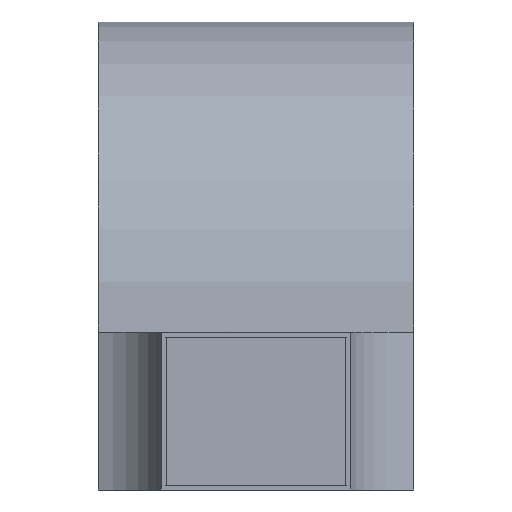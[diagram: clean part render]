
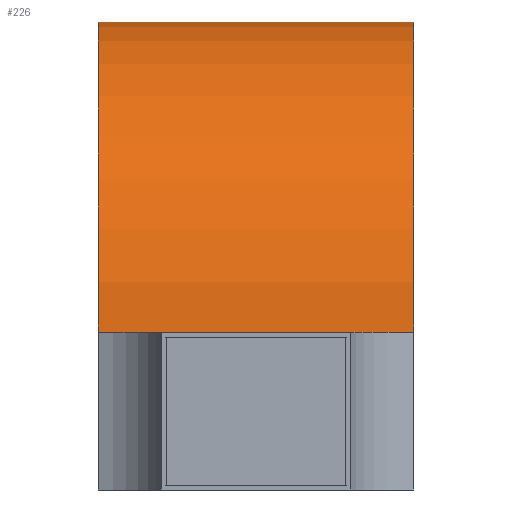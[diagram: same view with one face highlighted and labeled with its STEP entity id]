
A CAD part, left-side view. The second image highlights one B-rep face of the part: STEP entity #226.
In plain terms, the highlighted cylindrical face has radius 1 mm (diameter 2 mm), a partial arc.
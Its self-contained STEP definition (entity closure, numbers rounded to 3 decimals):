
#226 = ADVANCED_FACE( '', ( #530 ), #531, .T. );
#530 = FACE_OUTER_BOUND( '', #918, .T. );
#531 = CYLINDRICAL_SURFACE( '', #919, 1. );
#918 = EDGE_LOOP( '', ( #1487, #1488, #1489, #1490, #1491, #1492, #1493, #1494, #1495, #1496, #1497, #1498 ) );
#919 = AXIS2_PLACEMENT_3D( '', #1499, #1500, #1501 );
#1487 = ORIENTED_EDGE( '', *, *, #2491, .F. );
#1488 = ORIENTED_EDGE( '', *, *, #2492, .F. );
#1489 = ORIENTED_EDGE( '', *, *, #2493, .F. );
#1490 = ORIENTED_EDGE( '', *, *, #2494, .T. );
#1491 = ORIENTED_EDGE( '', *, *, #2495, .F. );
#1492 = ORIENTED_EDGE( '', *, *, #2353, .T. );
#1493 = ORIENTED_EDGE( '', *, *, #2393, .F. );
#1494 = ORIENTED_EDGE( '', *, *, #2496, .T. );
#1495 = ORIENTED_EDGE( '', *, *, #2497, .T. );
#1496 = ORIENTED_EDGE( '', *, *, #2498, .F. );
#1497 = ORIENTED_EDGE( '', *, *, #2499, .F. );
#1498 = ORIENTED_EDGE( '', *, *, #2500, .T. );
#1499 = CARTESIAN_POINT( '', ( 0., -0.5, 0.485 ) );
#1500 = DIRECTION( '', ( 0., -1., 0. ) );
#1501 = DIRECTION( '', ( 0., 0., 1. ) );
#2353 = EDGE_CURVE( '', #2809, #2817, #2819, .T. );
#2393 = EDGE_CURVE( '', #2889, #2817, #2890, .T. );
#2491 = EDGE_CURVE( '', #3051, #3052, #3053, .T. );
#2492 = EDGE_CURVE( '', #3054, #3051, #3055, .T. );
#2493 = EDGE_CURVE( '', #3056, #3054, #3057, .T. );
#2494 = EDGE_CURVE( '', #3056, #3058, #3059, .T. );
#2495 = EDGE_CURVE( '', #2809, #3058, #3060, .T. );
#2496 = EDGE_CURVE( '', #2889, #3061, #3062, .T. );
#2497 = EDGE_CURVE( '', #3061, #3063, #3064, .T. );
#2498 = EDGE_CURVE( '', #3065, #3063, #3066, .T. );
#2499 = EDGE_CURVE( '', #3067, #3065, #3068, .T. );
#2500 = EDGE_CURVE( '', #3067, #3052, #3069, .F. );
#2809 = VERTEX_POINT( '', #3481 );
#2817 = VERTEX_POINT( '', #3493 );
#2819 = LINE( '', #3496, #3497 );
#2889 = VERTEX_POINT( '', #3598 );
#2890 = CIRCLE( '', #3599, 1. );
#3051 = VERTEX_POINT( '', #3831 );
#3052 = VERTEX_POINT( '', #3832 );
#3053 = CIRCLE( '', #3833, 1. );
#3054 = VERTEX_POINT( '', #3834 );
#3055 = LINE( '', #3835, #3836 );
#3056 = VERTEX_POINT( '', #3837 );
#3057 = CIRCLE( '', #3838, 1. );
#3058 = VERTEX_POINT( '', #3839 );
#3059 = LINE( '', #3840, #3841 );
#3060 = CIRCLE( '', #3842, 1. );
#3061 = VERTEX_POINT( '', #3843 );
#3062 = LINE( '', #3844, #3845 );
#3063 = VERTEX_POINT( '', #3846 );
#3064 = CIRCLE( '', #3847, 1. );
#3065 = VERTEX_POINT( '', #3848 );
#3066 = LINE( '', #3849, #3850 );
#3067 = VERTEX_POINT( '', #3851 );
#3068 = CIRCLE( '', #3852, 1. );
#3069 = LINE( '', #3853, #3854 );
#3481 = CARTESIAN_POINT( '', ( 1., -0.2, 0.5 ) );
#3493 = CARTESIAN_POINT( '', ( 1., 0., 0.5 ) );
#3496 = CARTESIAN_POINT( '', ( 1., -0.5, 0.5 ) );
#3497 = VECTOR( '', #4365, 1000. );
#3598 = CARTESIAN_POINT( '', ( 1., 0., 0.485 ) );
#3599 = AXIS2_PLACEMENT_3D( '', #4403, #4404, #4405 );
#3831 = CARTESIAN_POINT( '', ( -1., -0.075, 0.485 ) );
#3832 = CARTESIAN_POINT( '', ( -1., -0.075, 0.5 ) );
#3833 = AXIS2_PLACEMENT_3D( '', #4501, #4502, #4503 );
#3834 = CARTESIAN_POINT( '', ( -1., -0.5, 0.485 ) );
#3835 = CARTESIAN_POINT( '', ( -1., -0.5, 0.485 ) );
#3836 = VECTOR( '', #4504, 1000. );
#3837 = CARTESIAN_POINT( '', ( 1., -0.5, 0.485 ) );
#3838 = AXIS2_PLACEMENT_3D( '', #4505, #4506, #4507 );
#3839 = CARTESIAN_POINT( '', ( 1., -0.2, 0.485 ) );
#3840 = CARTESIAN_POINT( '', ( 1., -0.5, 0.485 ) );
#3841 = VECTOR( '', #4508, 1000. );
#3842 = AXIS2_PLACEMENT_3D( '', #4509, #4510, #4511 );
#3843 = CARTESIAN_POINT( '', ( 1., 0.5, 0.485 ) );
#3844 = CARTESIAN_POINT( '', ( 1., -0.5, 0.485 ) );
#3845 = VECTOR( '', #4512, 1000. );
#3846 = CARTESIAN_POINT( '', ( -1., 0.5, 0.485 ) );
#3847 = AXIS2_PLACEMENT_3D( '', #4513, #4514, #4515 );
#3848 = CARTESIAN_POINT( '', ( -1., 0.075, 0.485 ) );
#3849 = CARTESIAN_POINT( '', ( -1., -0.5, 0.485 ) );
#3850 = VECTOR( '', #4516, 1000. );
#3851 = CARTESIAN_POINT( '', ( -1., 0.075, 0.5 ) );
#3852 = AXIS2_PLACEMENT_3D( '', #4517, #4518, #4519 );
#3853 = CARTESIAN_POINT( '', ( -1., -0.5, 0.5 ) );
#3854 = VECTOR( '', #4520, 1000. );
#4365 = DIRECTION( '', ( 0., 1., 0. ) );
#4403 = CARTESIAN_POINT( '', ( 0., 0., 0.485 ) );
#4404 = DIRECTION( '', ( 0., -1., 0. ) );
#4405 = DIRECTION( '', ( 0., 0., -1. ) );
#4501 = CARTESIAN_POINT( '', ( 0., -0.075, 0.485 ) );
#4502 = DIRECTION( '', ( 0., 1., 0. ) );
#4503 = DIRECTION( '', ( 0., 0., 1. ) );
#4504 = DIRECTION( '', ( 0., 1., 0. ) );
#4505 = CARTESIAN_POINT( '', ( 0., -0.5, 0.485 ) );
#4506 = DIRECTION( '', ( 0., -1., 0. ) );
#4507 = DIRECTION( '', ( 1., 0., 0. ) );
#4508 = DIRECTION( '', ( 0., 1., 0. ) );
#4509 = CARTESIAN_POINT( '', ( 0., -0.2, 0.485 ) );
#4510 = DIRECTION( '', ( 0., 1., 0. ) );
#4511 = DIRECTION( '', ( 0., 0., 1. ) );
#4512 = DIRECTION( '', ( 0., 1., 0. ) );
#4513 = CARTESIAN_POINT( '', ( 0., 0.5, 0.485 ) );
#4514 = DIRECTION( '', ( 0., -1., 0. ) );
#4515 = DIRECTION( '', ( 1., 0., 0. ) );
#4516 = DIRECTION( '', ( 0., 1., 0. ) );
#4517 = CARTESIAN_POINT( '', ( 0., 0.075, 0.485 ) );
#4518 = DIRECTION( '', ( 0., -1., 0. ) );
#4519 = DIRECTION( '', ( 1., 0., 0. ) );
#4520 = DIRECTION( '', ( 0., 1., 0. ) );
